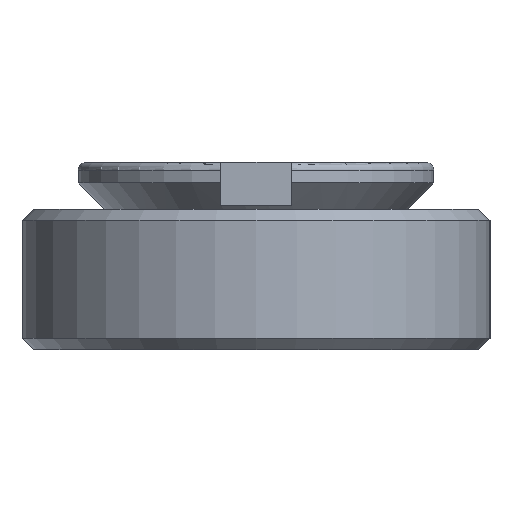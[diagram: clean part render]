
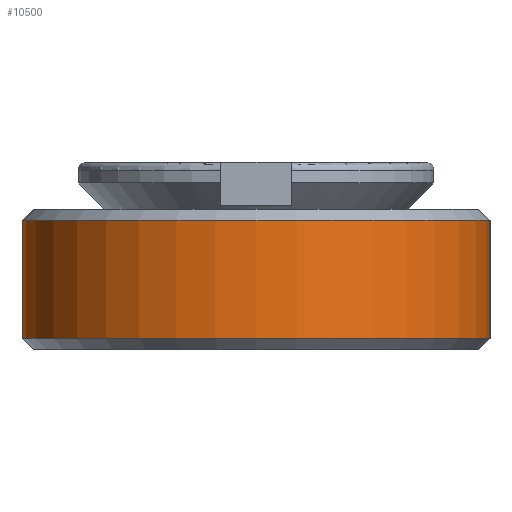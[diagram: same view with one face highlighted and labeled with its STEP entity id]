
A CAD part, left-side view. The second image highlights one B-rep face of the part: STEP entity #10500.
In plain terms, the highlighted cylindrical face has radius 15.875 mm (diameter 31.75 mm), a partial arc.
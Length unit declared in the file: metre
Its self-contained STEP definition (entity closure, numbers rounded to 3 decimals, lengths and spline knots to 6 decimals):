
#130=CYLINDRICAL_SURFACE('',#11403,0.015875);
#397=LINE('',#17011,#952);
#400=LINE('',#17021,#955);
#952=VECTOR('',#12897,1.);
#955=VECTOR('',#12908,1.);
#3211=ORIENTED_EDGE('',*,*,#6497,.F.);
#3212=ORIENTED_EDGE('',*,*,#6505,.T.);
#3213=ORIENTED_EDGE('',*,*,#6502,.T.);
#3214=ORIENTED_EDGE('',*,*,#6506,.T.);
#6497=EDGE_CURVE('',#8097,#8098,#397,.T.);
#6502=EDGE_CURVE('',#8101,#8102,#400,.T.);
#6505=EDGE_CURVE('',#8097,#8101,#8765,.F.);
#6506=EDGE_CURVE('',#8102,#8098,#8766,.T.);
#8097=VERTEX_POINT('',#17010);
#8098=VERTEX_POINT('',#17012);
#8101=VERTEX_POINT('',#17022);
#8102=VERTEX_POINT('',#17023);
#8765=CIRCLE('',#11404,0.015875);
#8766=CIRCLE('',#11405,0.015875);
#9024=EDGE_LOOP('',(#3211,#3212,#3213,#3214));
#9702=FACE_BOUND('',#9024,.T.);
#10500=ADVANCED_FACE('',(#9702),#130,.T.);
#11403=AXIS2_PLACEMENT_3D('',#17026,#12911,#12912);
#11404=AXIS2_PLACEMENT_3D('',#17027,#12913,#12914);
#11405=AXIS2_PLACEMENT_3D('',#17028,#12915,#12916);
#12897=DIRECTION('',(0.,0.,-1.));
#12908=DIRECTION('',(0.,0.,-1.));
#12911=DIRECTION('',(0.,0.,-1.));
#12912=DIRECTION('',(-1.,0.,0.));
#12913=DIRECTION('',(0.,0.,1.));
#12914=DIRECTION('',(1.,0.,0.));
#12915=DIRECTION('',(0.,0.,1.));
#12916=DIRECTION('',(1.,0.,0.));
#17010=CARTESIAN_POINT('',(0.,-0.015875,0.008763));
#17011=CARTESIAN_POINT('',(0.,-0.015875,0.009525));
#17012=CARTESIAN_POINT('',(0.,-0.015875,0.000762));
#17021=CARTESIAN_POINT('',(0.,0.015875,0.009525));
#17022=CARTESIAN_POINT('',(0.,0.015875,0.008763));
#17023=CARTESIAN_POINT('',(0.,0.015875,0.000762));
#17026=CARTESIAN_POINT('',(0.,0.,0.009525));
#17027=CARTESIAN_POINT('',(0.,0.,0.008763));
#17028=CARTESIAN_POINT('',(0.,0.,0.000762));
